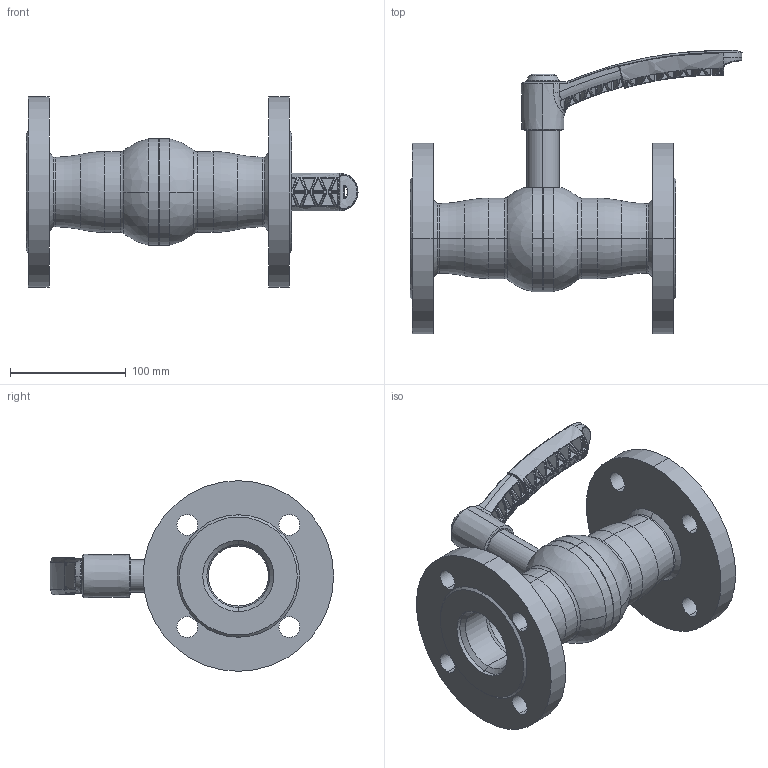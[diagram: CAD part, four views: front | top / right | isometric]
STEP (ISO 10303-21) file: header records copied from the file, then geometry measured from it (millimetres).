
FILE_DESCRIPTION (( 'STEP AP214' ), '1' );
FILE_NAME ('8600440050 010.step', '2025-05-29T08:21:58', ( '' ), ( '' ), 'SwSTEP 2.0', 'SolidWorks 2023', '' );
FILE_SCHEMA (( 'AUTOMOTIVE_DESIGN' ));
Products named in the file (1): 8600440050 010
Bounding box: 287.43 x 245.22 x 165 mm (x, y, z)
Surface area: 214412.3 mm2 (no closed solid volume)
Topology: 0 solids, 26 shells, 594 faces, 2138 edges, 1532 vertices
Faces by surface type: bspline 247, plane 150, cylinder 91, cone 64, torus 37, sphere 5
Entity records: 34814 total; most frequent: CARTESIAN_POINT 19993, ORIENTED_EDGE 3077, DIRECTION 2309, EDGE_CURVE 2138, VERTEX_POINT 1532, B_SPLINE_CURVE_WITH_KNOTS 1006, AXIS2_PLACEMENT_3D 925, EDGE_LOOP 668
